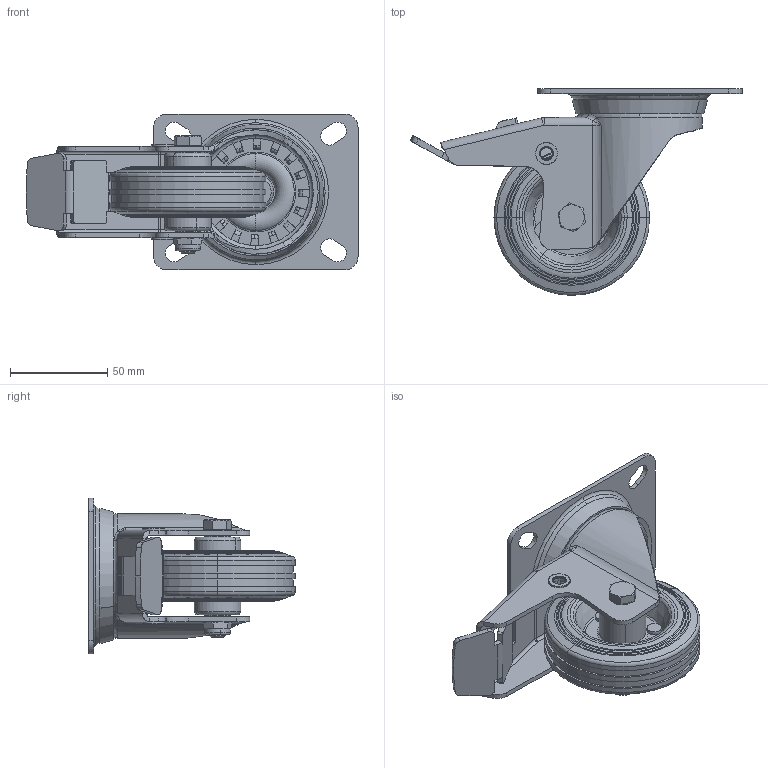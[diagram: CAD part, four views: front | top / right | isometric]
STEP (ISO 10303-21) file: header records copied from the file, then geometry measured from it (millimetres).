
FILE_DESCRIPTION(('STEP AP203'),'1');
FILE_NAME('l420_b55_081.stp','2022-09-20T09:26:44',('TraceParts'),('TraceParts S.A.'),'Spatial InterOp 3D',' ',' ');
FILE_SCHEMA(('CONFIG_CONTROL_DESIGN'));
Length unit declared in the file: millimetre
Products named in the file (1): 1
Bounding box: 170.64 x 106.18 x 80 mm (x, y, z)
Volume: 172973.9 mm3; surface area: 106376.6 mm2
Topology: 18 solids, 18 shells, 611 faces, 1539 edges, 984 vertices
Faces by surface type: plane 205, torus 152, cylinder 138, cone 64, bspline 52
Entity records: 53687 total; most frequent: CARTESIAN_POINT 38763, DIRECTION 3267, ORIENTED_EDGE 3072, EDGE_CURVE 1536, AXIS2_PLACEMENT_3D 1375, VERTEX_POINT 984, CIRCLE 785, EDGE_LOOP 682
